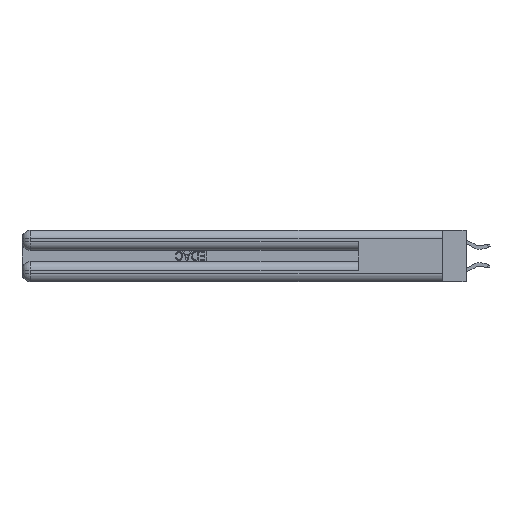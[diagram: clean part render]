
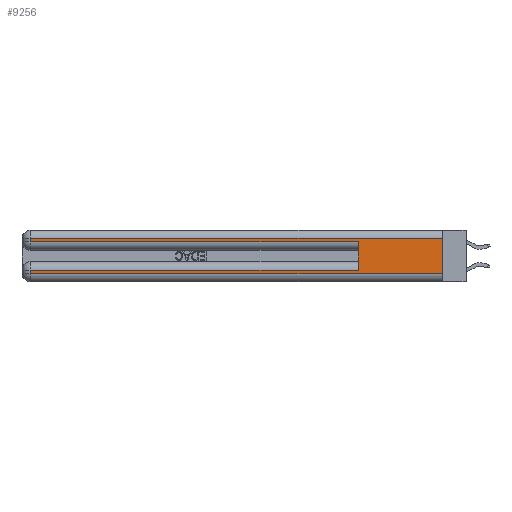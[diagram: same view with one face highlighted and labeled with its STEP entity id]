
A CAD part, left-side view. The second image highlights one B-rep face of the part: STEP entity #9256.
In plain terms, the highlighted planar face has unit normal (-1, 0, 0).
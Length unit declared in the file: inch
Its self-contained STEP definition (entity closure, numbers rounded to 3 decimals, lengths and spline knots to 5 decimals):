
#415 = EDGE_CURVE ( 'NONE', #18593, #20928, #23715, .T. ) ;
#1385 = CARTESIAN_POINT ( 'NONE',  ( 0., 0.6, 0.145 ) ) ;
#2045 = CARTESIAN_POINT ( 'NONE',  ( 0., 2.94, 0.085 ) ) ;
#2226 = VERTEX_POINT ( 'NONE', #28987 ) ;
#2515 = DIRECTION ( 'NONE',  ( 1., 0., 0. ) ) ;
#2744 = VECTOR ( 'NONE', #9459, 39.37008 ) ;
#3298 = VECTOR ( 'NONE', #12257, 39.37008 ) ;
#3932 = EDGE_CURVE ( 'NONE', #2226, #18593, #4338, .T. ) ;
#4338 = LINE ( 'NONE', #4888, #9852 ) ;
#4575 = VERTEX_POINT ( 'NONE', #14048 ) ;
#4632 = EDGE_CURVE ( 'NONE', #6795, #24810, #27099, .T. ) ;
#4888 = CARTESIAN_POINT ( 'NONE',  ( 0., 0., 0.31 ) ) ;
#5424 = AXIS2_PLACEMENT_3D ( 'NONE', #25951, #2515, #19027 ) ;
#5504 = DIRECTION ( 'NONE',  ( 0., 0., -1. ) ) ;
#6490 = ORIENTED_EDGE ( 'NONE', *, *, #27341, .T. ) ;
#6601 = EDGE_CURVE ( 'NONE', #6795, #26157, #20438, .T. ) ;
#6795 = VERTEX_POINT ( 'NONE', #18487 ) ;
#7249 = DIRECTION ( 'NONE',  ( 0., 1., 0. ) ) ;
#7530 = CARTESIAN_POINT ( 'NONE',  ( 0., 2.94, 0.285 ) ) ;
#9256 = ADVANCED_FACE ( 'NONE', ( #26504 ), #16659, .F. ) ;
#9459 = DIRECTION ( 'NONE',  ( 0., -1., 0. ) ) ;
#9852 = VECTOR ( 'NONE', #16676, 39.37008 ) ;
#9858 = ORIENTED_EDGE ( 'NONE', *, *, #3932, .T. ) ;
#10209 = CARTESIAN_POINT ( 'NONE',  ( 0., 2.94, 0.37 ) ) ;
#10441 = VECTOR ( 'NONE', #24553, 39.37008 ) ;
#10816 = DIRECTION ( 'NONE',  ( 0., 0., 1. ) ) ;
#12249 = CARTESIAN_POINT ( 'NONE',  ( 0., 2.94, 0.06 ) ) ;
#12257 = DIRECTION ( 'NONE',  ( 0., -1., 0. ) ) ;
#12568 = CARTESIAN_POINT ( 'NONE',  ( 0., 0.6, 0.285 ) ) ;
#12832 = VECTOR ( 'NONE', #28980, 39.37008 ) ;
#14048 = CARTESIAN_POINT ( 'NONE',  ( 0., 0., 0.06 ) ) ;
#14145 = VECTOR ( 'NONE', #10816, 39.37008 ) ;
#14251 = CARTESIAN_POINT ( 'NONE',  ( 0., 0., 0.085 ) ) ;
#15197 = EDGE_CURVE ( 'NONE', #2226, #4575, #21829, .T. ) ;
#15588 = VECTOR ( 'NONE', #5504, 39.37008 ) ;
#16449 = EDGE_CURVE ( 'NONE', #20928, #26157, #22114, .T. ) ;
#16659 = PLANE ( 'NONE',  #5424 ) ;
#16676 = DIRECTION ( 'NONE',  ( 0., 1., 0. ) ) ;
#17036 = CARTESIAN_POINT ( 'NONE',  ( 0., 0., 0.285 ) ) ;
#18158 = CARTESIAN_POINT ( 'NONE',  ( 0., 2.94, 0.31 ) ) ;
#18487 = CARTESIAN_POINT ( 'NONE',  ( 0., 0.6, 0.085 ) ) ;
#18593 = VERTEX_POINT ( 'NONE', #18158 ) ;
#19027 = DIRECTION ( 'NONE',  ( 0., 0., -1. ) ) ;
#19868 = LINE ( 'NONE', #10209, #12832 ) ;
#20438 = LINE ( 'NONE', #1385, #14145 ) ;
#20884 = VERTEX_POINT ( 'NONE', #12249 ) ;
#20928 = VERTEX_POINT ( 'NONE', #7530 ) ;
#21251 = CARTESIAN_POINT ( 'NONE',  ( 0., 0., 0.06 ) ) ;
#21502 = EDGE_LOOP ( 'NONE', ( #27012, #9858, #22065, #30037, #22600, #21751, #6490, #24966 ) ) ;
#21751 = ORIENTED_EDGE ( 'NONE', *, *, #4632, .T. ) ;
#21829 = LINE ( 'NONE', #26670, #15588 ) ;
#22065 = ORIENTED_EDGE ( 'NONE', *, *, #415, .T. ) ;
#22114 = LINE ( 'NONE', #17036, #3298 ) ;
#22600 = ORIENTED_EDGE ( 'NONE', *, *, #6601, .F. ) ;
#23715 = LINE ( 'NONE', #24452, #10441 ) ;
#24452 = CARTESIAN_POINT ( 'NONE',  ( 0., 2.94, 0.37 ) ) ;
#24553 = DIRECTION ( 'NONE',  ( 0., 0., -1. ) ) ;
#24810 = VERTEX_POINT ( 'NONE', #2045 ) ;
#24966 = ORIENTED_EDGE ( 'NONE', *, *, #30065, .T. ) ;
#25951 = CARTESIAN_POINT ( 'NONE',  ( 0., 0., 0.37 ) ) ;
#26157 = VERTEX_POINT ( 'NONE', #12568 ) ;
#26372 = VECTOR ( 'NONE', #7249, 39.37008 ) ;
#26504 = FACE_OUTER_BOUND ( 'NONE', #21502, .T. ) ;
#26670 = CARTESIAN_POINT ( 'NONE',  ( 0., 0., 0.37 ) ) ;
#27012 = ORIENTED_EDGE ( 'NONE', *, *, #15197, .F. ) ;
#27099 = LINE ( 'NONE', #14251, #26372 ) ;
#27341 = EDGE_CURVE ( 'NONE', #24810, #20884, #19868, .T. ) ;
#27744 = LINE ( 'NONE', #21251, #2744 ) ;
#28980 = DIRECTION ( 'NONE',  ( 0., 0., -1. ) ) ;
#28987 = CARTESIAN_POINT ( 'NONE',  ( 0., 0., 0.31 ) ) ;
#30037 = ORIENTED_EDGE ( 'NONE', *, *, #16449, .T. ) ;
#30065 = EDGE_CURVE ( 'NONE', #20884, #4575, #27744, .T. ) ;
